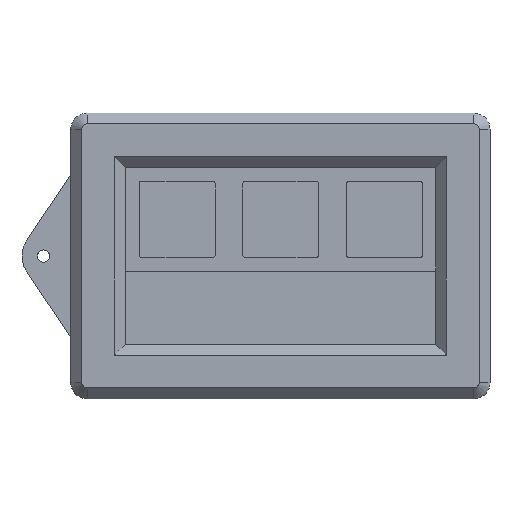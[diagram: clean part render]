
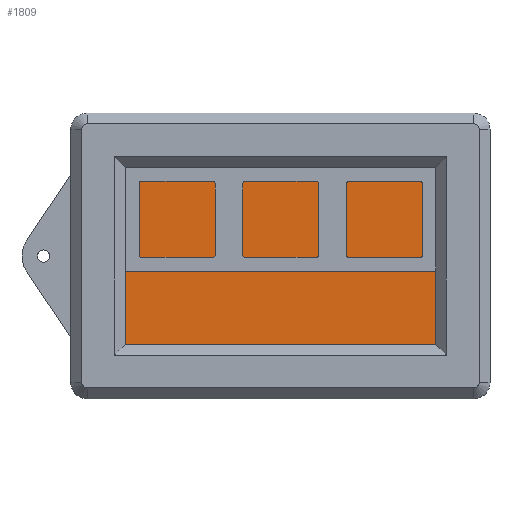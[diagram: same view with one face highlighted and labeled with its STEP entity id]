
A CAD part, top view. The second image highlights one B-rep face of the part: STEP entity #1809.
In plain terms, the highlighted planar face has unit normal (0, 0, 1).
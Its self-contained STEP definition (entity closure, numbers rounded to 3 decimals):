
#181=FACE_OUTER_BOUND('',#290,.T.);
#290=EDGE_LOOP('',(#1344,#1345,#1346,#1347));
#420=LINE('',#2713,#613);
#423=LINE('',#2718,#616);
#425=LINE('',#2722,#618);
#427=LINE('',#2725,#620);
#613=VECTOR('',#2182,10.);
#616=VECTOR('',#2187,10.);
#618=VECTOR('',#2191,10.);
#620=VECTOR('',#2195,10.);
#809=VERTEX_POINT('',#2711);
#810=VERTEX_POINT('',#2712);
#811=VERTEX_POINT('',#2717);
#812=VERTEX_POINT('',#2721);
#1000=EDGE_CURVE('',#809,#810,#420,.T.);
#1003=EDGE_CURVE('',#810,#811,#423,.T.);
#1005=EDGE_CURVE('',#811,#812,#425,.T.);
#1007=EDGE_CURVE('',#812,#809,#427,.T.);
#1344=ORIENTED_EDGE('',*,*,#1000,.T.);
#1345=ORIENTED_EDGE('',*,*,#1003,.T.);
#1346=ORIENTED_EDGE('',*,*,#1005,.T.);
#1347=ORIENTED_EDGE('',*,*,#1007,.T.);
#1737=PLANE('',#1942);
#1809=ADVANCED_FACE('',(#181),#1737,.T.);
#1942=AXIS2_PLACEMENT_3D('',#2735,#2210,#2211);
#2182=DIRECTION('',(1.,0.,0.));
#2187=DIRECTION('',(0.,1.,0.));
#2191=DIRECTION('',(-1.,0.,0.));
#2195=DIRECTION('',(0.,-1.,0.));
#2210=DIRECTION('center_axis',(0.,0.,1.));
#2211=DIRECTION('ref_axis',(1.,0.,0.));
#2711=CARTESIAN_POINT('',(-28.5,-16.25,3.));
#2712=CARTESIAN_POINT('',(28.5,-16.25,3.));
#2713=CARTESIAN_POINT('',(14.25,-16.25,3.));
#2717=CARTESIAN_POINT('',(28.5,16.25,3.));
#2718=CARTESIAN_POINT('',(28.5,8.125,3.));
#2721=CARTESIAN_POINT('',(-28.5,16.25,3.));
#2722=CARTESIAN_POINT('',(-14.25,16.25,3.));
#2725=CARTESIAN_POINT('',(-28.5,-8.125,3.));
#2735=CARTESIAN_POINT('Origin',(0.,0.,3.));
